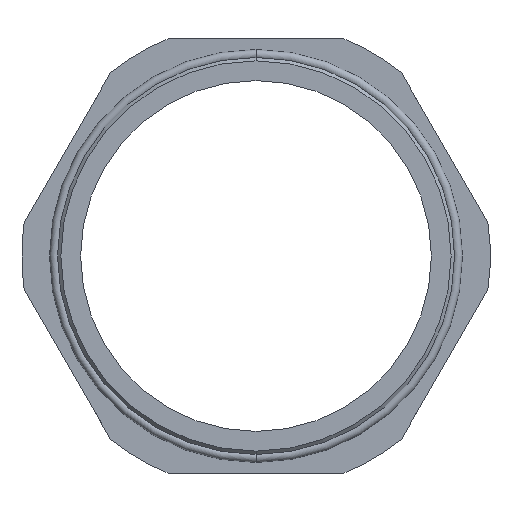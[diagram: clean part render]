
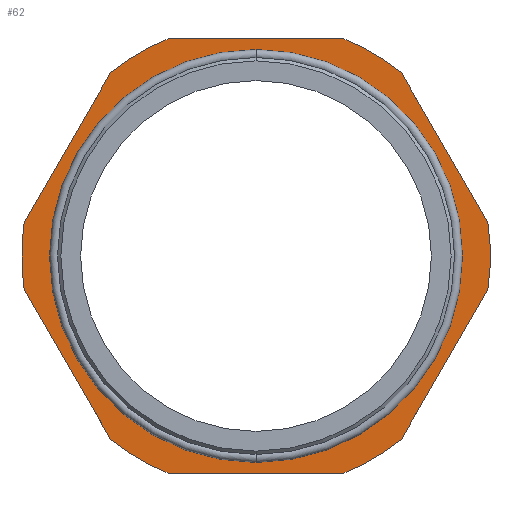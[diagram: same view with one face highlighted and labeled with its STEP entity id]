
A CAD part, front view. The second image highlights one B-rep face of the part: STEP entity #62.
In plain terms, the highlighted planar face has unit normal (0, -1, 0).
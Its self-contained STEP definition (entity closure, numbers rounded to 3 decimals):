
#18 = FACE_BOUND ( 'NONE', #368, .T. ) ;
#26 = FACE_OUTER_BOUND ( 'NONE', #369, .T. ) ;
#27 = AXIS2_PLACEMENT_3D ( 'NONE', #483, #484, #485 ) ;
#62 = ADVANCED_FACE ( 'NONE', ( #18, #26 ), #482, .T. ) ;
#87 = EDGE_CURVE ( 'NONE', #222, #231, #159, .T. ) ;
#99 = EDGE_CURVE ( 'NONE', #225, #233, #603, .T. ) ;
#100 = EDGE_CURVE ( 'NONE', #231, #222, #166, .T. ) ;
#101 = EDGE_CURVE ( 'NONE', #225, #232, #167, .T. ) ;
#102 = EDGE_CURVE ( 'NONE', #234, #233, #168, .T. ) ;
#103 = EDGE_CURVE ( 'NONE', #234, #235, #615, .T. ) ;
#104 = EDGE_CURVE ( 'NONE', #236, #235, #169, .T. ) ;
#105 = EDGE_CURVE ( 'NONE', #236, #237, #621, .T. ) ;
#106 = EDGE_CURVE ( 'NONE', #238, #237, #170, .T. ) ;
#107 = EDGE_CURVE ( 'NONE', #238, #239, #627, .T. ) ;
#108 = EDGE_CURVE ( 'NONE', #240, #239, #171, .T. ) ;
#109 = EDGE_CURVE ( 'NONE', #240, #241, #633, .T. ) ;
#110 = EDGE_CURVE ( 'NONE', #242, #241, #172, .T. ) ;
#111 = EDGE_CURVE ( 'NONE', #242, #232, #639, .T. ) ;
#159 = CIRCLE ( 'NONE', #706, 30.474 ) ;
#166 = CIRCLE ( 'NONE', #721, 30.474 ) ;
#167 = CIRCLE ( 'NONE', #711, 35. ) ;
#168 = CIRCLE ( 'NONE', #723, 35. ) ;
#169 = CIRCLE ( 'NONE', #724, 35. ) ;
#170 = CIRCLE ( 'NONE', #726, 35. ) ;
#171 = CIRCLE ( 'NONE', #728, 35. ) ;
#172 = CIRCLE ( 'NONE', #730, 35. ) ;
#222 = VERTEX_POINT ( 'NONE', #933 ) ;
#225 = VERTEX_POINT ( 'NONE', #936 ) ;
#231 = VERTEX_POINT ( 'NONE', #941 ) ;
#232 = VERTEX_POINT ( 'NONE', #942 ) ;
#233 = VERTEX_POINT ( 'NONE', #943 ) ;
#234 = VERTEX_POINT ( 'NONE', #944 ) ;
#235 = VERTEX_POINT ( 'NONE', #945 ) ;
#236 = VERTEX_POINT ( 'NONE', #946 ) ;
#237 = VERTEX_POINT ( 'NONE', #947 ) ;
#238 = VERTEX_POINT ( 'NONE', #948 ) ;
#239 = VERTEX_POINT ( 'NONE', #949 ) ;
#240 = VERTEX_POINT ( 'NONE', #950 ) ;
#241 = VERTEX_POINT ( 'NONE', #951 ) ;
#242 = VERTEX_POINT ( 'NONE', #952 ) ;
#368 = EDGE_LOOP ( 'NONE', ( #415, #416 ) ) ;
#369 = EDGE_LOOP ( 'NONE', ( #417, #419, #418, #420, #421, #422, #423, #424, #425, #426, #427, #428 ) ) ;
#415 = ORIENTED_EDGE ( 'NONE', *, *, #87, .F. ) ;
#416 = ORIENTED_EDGE ( 'NONE', *, *, #100, .F. ) ;
#417 = ORIENTED_EDGE ( 'NONE', *, *, #101, .F. ) ;
#418 = ORIENTED_EDGE ( 'NONE', *, *, #102, .F. ) ;
#419 = ORIENTED_EDGE ( 'NONE', *, *, #99, .T. ) ;
#420 = ORIENTED_EDGE ( 'NONE', *, *, #103, .T. ) ;
#421 = ORIENTED_EDGE ( 'NONE', *, *, #104, .F. ) ;
#422 = ORIENTED_EDGE ( 'NONE', *, *, #105, .T. ) ;
#423 = ORIENTED_EDGE ( 'NONE', *, *, #106, .F. ) ;
#424 = ORIENTED_EDGE ( 'NONE', *, *, #107, .T. ) ;
#425 = ORIENTED_EDGE ( 'NONE', *, *, #108, .F. ) ;
#426 = ORIENTED_EDGE ( 'NONE', *, *, #109, .T. ) ;
#427 = ORIENTED_EDGE ( 'NONE', *, *, #110, .F. ) ;
#428 = ORIENTED_EDGE ( 'NONE', *, *, #111, .T. ) ;
#482 = PLANE ( 'NONE',  #27 ) ;
#483 = CARTESIAN_POINT ( 'NONE',  ( -35., -5., 0. ) ) ;
#484 = DIRECTION ( 'NONE',  ( 0., -1., 0. ) ) ;
#485 = DIRECTION ( 'NONE',  ( 0., 0., -1. ) ) ;
#566 = CARTESIAN_POINT ( 'NONE',  ( 0., -5., 0. ) ) ;
#567 = DIRECTION ( 'NONE',  ( 0., -1., 0. ) ) ;
#568 = DIRECTION ( 'NONE',  ( 0., 0., -1. ) ) ;
#593 = CARTESIAN_POINT ( 'NONE',  ( 0., -5., 0. ) ) ;
#603 = LINE ( 'NONE', #604, #722 ) ;
#604 = CARTESIAN_POINT ( 'NONE',  ( -35., -5., -32.5 ) ) ;
#605 = DIRECTION ( 'NONE',  ( 1., 0., 0. ) ) ;
#606 = DIRECTION ( 'NONE',  ( 0., -1., 0. ) ) ;
#607 = DIRECTION ( 'NONE',  ( 0., 0., -1. ) ) ;
#608 = CARTESIAN_POINT ( 'NONE',  ( 0., -5., 0. ) ) ;
#609 = DIRECTION ( 'NONE',  ( 0., 1., 0. ) ) ;
#610 = DIRECTION ( 'NONE',  ( 0., 0., 1. ) ) ;
#611 = CARTESIAN_POINT ( 'NONE',  ( 0., -5., 0. ) ) ;
#612 = DIRECTION ( 'NONE',  ( 0., 1., 0. ) ) ;
#613 = DIRECTION ( 'NONE',  ( 0., 0., 1. ) ) ;
#614 = CARTESIAN_POINT ( 'NONE',  ( 0., -5., 0. ) ) ;
#615 = LINE ( 'NONE', #616, #725 ) ;
#616 = CARTESIAN_POINT ( 'NONE',  ( 19.396, -5., -31.405 ) ) ;
#617 = DIRECTION ( 'NONE',  ( 0.5, 0., 0.866 ) ) ;
#618 = DIRECTION ( 'NONE',  ( 0., 1., 0. ) ) ;
#619 = DIRECTION ( 'NONE',  ( 0., 0., 1. ) ) ;
#620 = CARTESIAN_POINT ( 'NONE',  ( 0., -5., 0. ) ) ;
#621 = LINE ( 'NONE', #622, #727 ) ;
#622 = CARTESIAN_POINT ( 'NONE',  ( 19.396, -5., 31.405 ) ) ;
#623 = DIRECTION ( 'NONE',  ( -0.5, 0., 0.866 ) ) ;
#624 = DIRECTION ( 'NONE',  ( 0., 1., 0. ) ) ;
#625 = DIRECTION ( 'NONE',  ( 0., 0., 1. ) ) ;
#626 = CARTESIAN_POINT ( 'NONE',  ( 0., -5., 0. ) ) ;
#627 = LINE ( 'NONE', #628, #729 ) ;
#628 = CARTESIAN_POINT ( 'NONE',  ( -35., -5., 32.5 ) ) ;
#629 = DIRECTION ( 'NONE',  ( -1., 0., 0. ) ) ;
#630 = DIRECTION ( 'NONE',  ( 0., 1., 0. ) ) ;
#631 = DIRECTION ( 'NONE',  ( 0., 0., 1. ) ) ;
#632 = CARTESIAN_POINT ( 'NONE',  ( 0., -5., 0. ) ) ;
#633 = LINE ( 'NONE', #634, #732 ) ;
#634 = CARTESIAN_POINT ( 'NONE',  ( -36.896, -5., 1.095 ) ) ;
#635 = DIRECTION ( 'NONE',  ( -0.5, 0., -0.866 ) ) ;
#636 = DIRECTION ( 'NONE',  ( 0., 1., 0. ) ) ;
#637 = DIRECTION ( 'NONE',  ( 0., 0., 1. ) ) ;
#639 = LINE ( 'NONE', #640, #735 ) ;
#640 = CARTESIAN_POINT ( 'NONE',  ( -36.896, -5., -1.095 ) ) ;
#641 = DIRECTION ( 'NONE',  ( 0.5, 0., -0.866 ) ) ;
#706 = AXIS2_PLACEMENT_3D ( 'NONE', #566, #567, #568 ) ;
#711 = AXIS2_PLACEMENT_3D ( 'NONE', #608, #609, #610 ) ;
#721 = AXIS2_PLACEMENT_3D ( 'NONE', #593, #606, #607 ) ;
#722 = VECTOR ( 'NONE', #605, 1000. ) ;
#723 = AXIS2_PLACEMENT_3D ( 'NONE', #611, #612, #613 ) ;
#724 = AXIS2_PLACEMENT_3D ( 'NONE', #614, #618, #619 ) ;
#725 = VECTOR ( 'NONE', #617, 1000. ) ;
#726 = AXIS2_PLACEMENT_3D ( 'NONE', #620, #624, #625 ) ;
#727 = VECTOR ( 'NONE', #623, 1000. ) ;
#728 = AXIS2_PLACEMENT_3D ( 'NONE', #626, #630, #631 ) ;
#729 = VECTOR ( 'NONE', #629, 1000. ) ;
#730 = AXIS2_PLACEMENT_3D ( 'NONE', #632, #636, #637 ) ;
#732 = VECTOR ( 'NONE', #635, 1000. ) ;
#735 = VECTOR ( 'NONE', #641, 1000. ) ;
#933 = CARTESIAN_POINT ( 'NONE',  ( 0., -5., -30.474 ) ) ;
#936 = CARTESIAN_POINT ( 'NONE',  ( -12.99, -5., -32.5 ) ) ;
#941 = CARTESIAN_POINT ( 'NONE',  ( 0., -5., 30.474 ) ) ;
#942 = CARTESIAN_POINT ( 'NONE',  ( -21.651, -5., -27.5 ) ) ;
#943 = CARTESIAN_POINT ( 'NONE',  ( 12.99, -5., -32.5 ) ) ;
#944 = CARTESIAN_POINT ( 'NONE',  ( 21.651, -5., -27.5 ) ) ;
#945 = CARTESIAN_POINT ( 'NONE',  ( 34.641, -5., -5. ) ) ;
#946 = CARTESIAN_POINT ( 'NONE',  ( 34.641, -5., 5. ) ) ;
#947 = CARTESIAN_POINT ( 'NONE',  ( 21.651, -5., 27.5 ) ) ;
#948 = CARTESIAN_POINT ( 'NONE',  ( 12.99, -5., 32.5 ) ) ;
#949 = CARTESIAN_POINT ( 'NONE',  ( -12.99, -5., 32.5 ) ) ;
#950 = CARTESIAN_POINT ( 'NONE',  ( -21.651, -5., 27.5 ) ) ;
#951 = CARTESIAN_POINT ( 'NONE',  ( -34.641, -5., 5. ) ) ;
#952 = CARTESIAN_POINT ( 'NONE',  ( -34.641, -5., -5. ) ) ;
